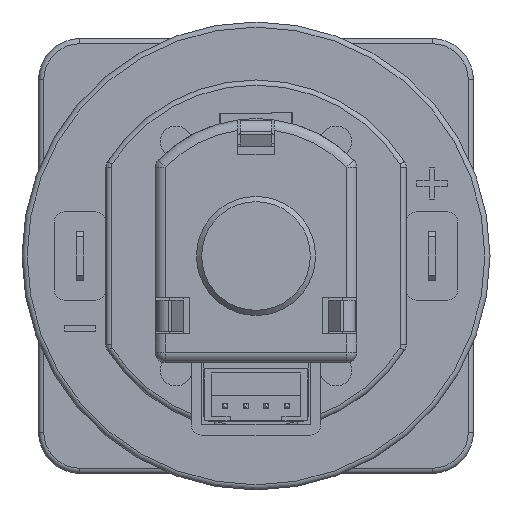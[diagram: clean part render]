
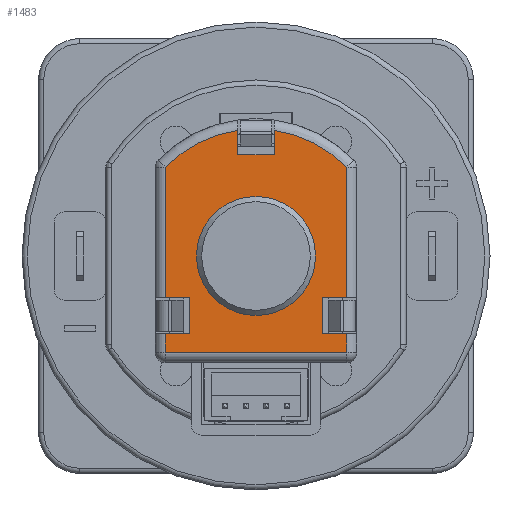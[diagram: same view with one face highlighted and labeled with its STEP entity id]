
A CAD part, left-side view. The second image highlights one B-rep face of the part: STEP entity #1483.
In plain terms, the highlighted face is planar.
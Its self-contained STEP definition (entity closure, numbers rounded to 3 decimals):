
#551=FACE_BOUND('',#3412,.T.);
#552=FACE_BOUND('',#3413,.T.);
#1483=ADVANCED_FACE('',(#551,#552),#2018,.F.);
#2018=PLANE('',#13500);
#3412=EDGE_LOOP('',(#5856,#5857,#5858,#5859,#5860,#5861,#5862,#5863,#5864,
#5865,#5866,#5867,#5868,#5869,#5870,#5871));
#3413=EDGE_LOOP('',(#5872));
#5856=ORIENTED_EDGE('',*,*,#9336,.T.);
#5857=ORIENTED_EDGE('',*,*,#9337,.T.);
#5858=ORIENTED_EDGE('',*,*,#9338,.T.);
#5859=ORIENTED_EDGE('',*,*,#9339,.T.);
#5860=ORIENTED_EDGE('',*,*,#9340,.T.);
#5861=ORIENTED_EDGE('',*,*,#9341,.T.);
#5862=ORIENTED_EDGE('',*,*,#9342,.F.);
#5863=ORIENTED_EDGE('',*,*,#9343,.T.);
#5864=ORIENTED_EDGE('',*,*,#9344,.T.);
#5865=ORIENTED_EDGE('',*,*,#9345,.F.);
#5866=ORIENTED_EDGE('',*,*,#9346,.T.);
#5867=ORIENTED_EDGE('',*,*,#9347,.T.);
#5868=ORIENTED_EDGE('',*,*,#9348,.T.);
#5869=ORIENTED_EDGE('',*,*,#9349,.T.);
#5870=ORIENTED_EDGE('',*,*,#9350,.F.);
#5871=ORIENTED_EDGE('',*,*,#9351,.F.);
#5872=ORIENTED_EDGE('',*,*,#9352,.F.);
#7850=VERTEX_POINT('',#20493);
#7851=VERTEX_POINT('',#20494);
#7852=VERTEX_POINT('',#20496);
#7853=VERTEX_POINT('',#20498);
#7854=VERTEX_POINT('',#20500);
#7855=VERTEX_POINT('',#20502);
#7856=VERTEX_POINT('',#20504);
#7857=VERTEX_POINT('',#20506);
#7858=VERTEX_POINT('',#20508);
#7859=VERTEX_POINT('',#20510);
#7860=VERTEX_POINT('',#20512);
#7861=VERTEX_POINT('',#20514);
#7862=VERTEX_POINT('',#20516);
#7863=VERTEX_POINT('',#20518);
#7864=VERTEX_POINT('',#20520);
#7865=VERTEX_POINT('',#20522);
#7866=VERTEX_POINT('',#20525);
#9336=EDGE_CURVE('',#7850,#7851,#10590,.T.);
#9337=EDGE_CURVE('',#7851,#7852,#10591,.T.);
#9338=EDGE_CURVE('',#7852,#7853,#10592,.T.);
#9339=EDGE_CURVE('',#7853,#7854,#10593,.T.);
#9340=EDGE_CURVE('',#7854,#7855,#10594,.T.);
#9341=EDGE_CURVE('',#7855,#7856,#10595,.T.);
#9342=EDGE_CURVE('',#7857,#7856,#10596,.T.);
#9343=EDGE_CURVE('',#7857,#7858,#10597,.T.);
#9344=EDGE_CURVE('',#7858,#7859,#12432,.T.);
#9345=EDGE_CURVE('',#7860,#7859,#10598,.T.);
#9346=EDGE_CURVE('',#7860,#7861,#10599,.T.);
#9347=EDGE_CURVE('',#7861,#7862,#10600,.T.);
#9348=EDGE_CURVE('',#7862,#7863,#12433,.T.);
#9349=EDGE_CURVE('',#7863,#7864,#10601,.T.);
#9350=EDGE_CURVE('',#7865,#7864,#10602,.T.);
#9351=EDGE_CURVE('',#7850,#7865,#10603,.T.);
#9352=EDGE_CURVE('',#7866,#7866,#12434,.T.);
#10590=LINE('',#20492,#11650);
#10591=LINE('',#20495,#11651);
#10592=LINE('',#20497,#11652);
#10593=LINE('',#20499,#11653);
#10594=LINE('',#20501,#11654);
#10595=LINE('',#20503,#11655);
#10596=LINE('',#20505,#11656);
#10597=LINE('',#20507,#11657);
#10598=LINE('',#20511,#11658);
#10599=LINE('',#20513,#11659);
#10600=LINE('',#20515,#11660);
#10601=LINE('',#20519,#11661);
#10602=LINE('',#20521,#11662);
#10603=LINE('',#20523,#11663);
#11650=VECTOR('',#16238,1.);
#11651=VECTOR('',#16239,1.);
#11652=VECTOR('',#16240,1.);
#11653=VECTOR('',#16241,1.);
#11654=VECTOR('',#16242,1.);
#11655=VECTOR('',#16243,1.);
#11656=VECTOR('',#16244,1.);
#11657=VECTOR('',#16245,1.);
#11658=VECTOR('',#16248,1.);
#11659=VECTOR('',#16249,1.);
#11660=VECTOR('',#16250,1.);
#11661=VECTOR('',#16253,1.);
#11662=VECTOR('',#16254,1.);
#11663=VECTOR('',#16255,1.);
#12432=CIRCLE('',#13497,12.25);
#12433=CIRCLE('',#13498,12.25);
#12434=CIRCLE('',#13499,5.75);
#13497=AXIS2_PLACEMENT_3D('',#20509,#16246,#16247);
#13498=AXIS2_PLACEMENT_3D('',#20517,#16251,#16252);
#13499=AXIS2_PLACEMENT_3D('',#20524,#16256,#16257);
#13500=AXIS2_PLACEMENT_3D('',#20526,#16258,#16259);
#16238=DIRECTION('',(-1.,0.,0.));
#16239=DIRECTION('',(0.,-1.,0.));
#16240=DIRECTION('',(1.,0.,0.));
#16241=DIRECTION('',(0.,1.,0.));
#16242=DIRECTION('',(-1.,0.,0.));
#16243=DIRECTION('',(0.,1.,0.));
#16244=DIRECTION('',(-1.,0.,0.));
#16245=DIRECTION('',(0.,1.,0.));
#16246=DIRECTION('',(0.,0.,1.));
#16247=DIRECTION('',(1.,0.,0.));
#16248=DIRECTION('',(0.,1.,0.));
#16249=DIRECTION('',(-1.,0.,0.));
#16250=DIRECTION('',(0.,1.,0.));
#16251=DIRECTION('',(0.,0.,1.));
#16252=DIRECTION('',(1.,0.,0.));
#16253=DIRECTION('',(0.,-1.,0.));
#16254=DIRECTION('',(-1.,0.,0.));
#16255=DIRECTION('',(0.,1.,0.));
#16256=DIRECTION('',(0.,0.,1.));
#16257=DIRECTION('',(-1.,0.,0.));
#16258=DIRECTION('',(0.,0.,-1.));
#16259=DIRECTION('',(1.,0.,0.));
#20492=CARTESIAN_POINT('',(13.1,12.,98.));
#20493=CARTESIAN_POINT('',(13.1,12.,98.));
#20494=CARTESIAN_POINT('',(10.75,12.,98.));
#20495=CARTESIAN_POINT('',(10.75,10.2,98.));
#20496=CARTESIAN_POINT('',(10.75,10.2,98.));
#20497=CARTESIAN_POINT('',(28.25,10.2,98.));
#20498=CARTESIAN_POINT('',(28.25,10.2,98.));
#20499=CARTESIAN_POINT('',(28.25,12.,98.));
#20500=CARTESIAN_POINT('',(28.25,12.,98.));
#20501=CARTESIAN_POINT('',(29.9,12.,98.));
#20502=CARTESIAN_POINT('',(25.9,12.,98.));
#20503=CARTESIAN_POINT('',(25.9,12.,98.));
#20504=CARTESIAN_POINT('',(25.9,15.5,98.));
#20505=CARTESIAN_POINT('',(29.9,15.5,98.));
#20506=CARTESIAN_POINT('',(28.25,15.5,98.));
#20507=CARTESIAN_POINT('',(28.25,28.073,98.));
#20508=CARTESIAN_POINT('',(28.25,28.073,98.));
#20509=CARTESIAN_POINT('',(19.5,19.5,98.));
#20510=CARTESIAN_POINT('',(21.25,31.624,98.));
#20511=CARTESIAN_POINT('',(21.25,29.3,98.));
#20512=CARTESIAN_POINT('',(21.25,29.3,98.));
#20513=CARTESIAN_POINT('',(21.25,29.3,98.));
#20514=CARTESIAN_POINT('',(17.75,29.3,98.));
#20515=CARTESIAN_POINT('',(17.75,29.3,98.));
#20516=CARTESIAN_POINT('',(17.75,31.624,98.));
#20517=CARTESIAN_POINT('',(19.5,19.5,98.));
#20518=CARTESIAN_POINT('',(10.75,28.073,98.));
#20519=CARTESIAN_POINT('',(10.75,15.5,98.));
#20520=CARTESIAN_POINT('',(10.75,15.5,98.));
#20521=CARTESIAN_POINT('',(13.1,15.5,98.));
#20522=CARTESIAN_POINT('',(13.1,15.5,98.));
#20523=CARTESIAN_POINT('',(13.1,12.,98.));
#20524=CARTESIAN_POINT('',(19.5,19.5,98.));
#20525=CARTESIAN_POINT('',(13.75,19.5,98.));
#20526=CARTESIAN_POINT('',(19.5,19.5,98.));
